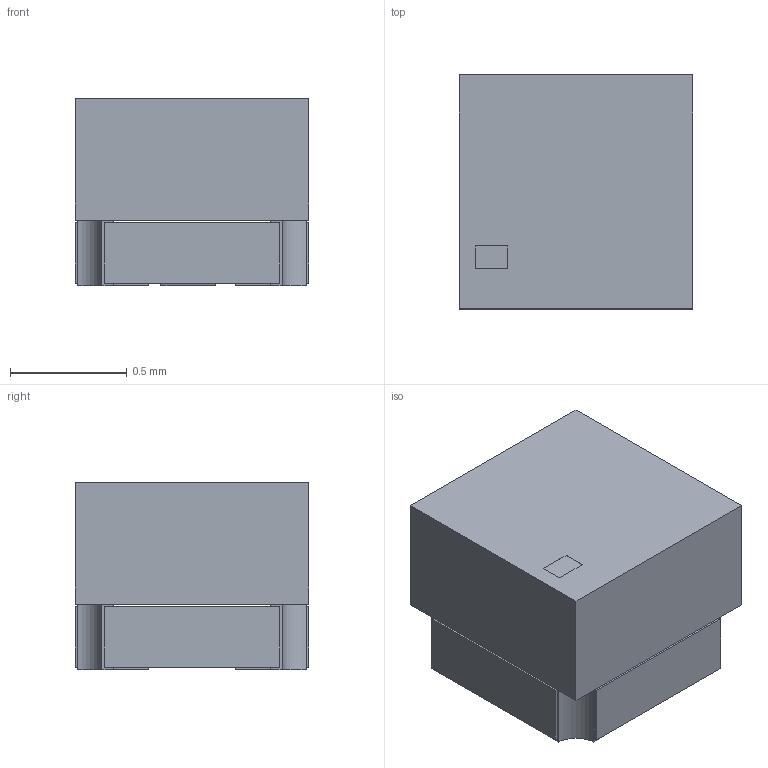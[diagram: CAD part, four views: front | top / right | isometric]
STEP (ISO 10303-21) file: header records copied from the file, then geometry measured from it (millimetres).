
FILE_DESCRIPTION (( 'STEP AP214' ), '1' );
FILE_NAME ('錨璃89.STEP', '2025-08-11T01:59:41', ( '' ), ( '' ), 'SwSTEP 2.0', 'SolidWorks 2021', '' );
FILE_SCHEMA (( 'AUTOMOTIVE_DESIGN' ));
Length unit declared in the file: millimetre
Products named in the file (1): 錨璃89
Bounding box: 1 x 1 x 0.8 mm (x, y, z)
Volume: 0.8 mm3; surface area: 7.1 mm2
Topology: 2 solids, 2 shells, 93 faces, 261 edges, 174 vertices
Faces by surface type: plane 77, cylinder 16
Entity records: 4033 total; most frequent: CARTESIAN_POINT 529, ORIENTED_EDGE 522, DIRECTION 481, EDGE_CURVE 261, LINE 229, VECTOR 229, VERTEX_POINT 174, AXIS2_PLACEMENT_3D 126
